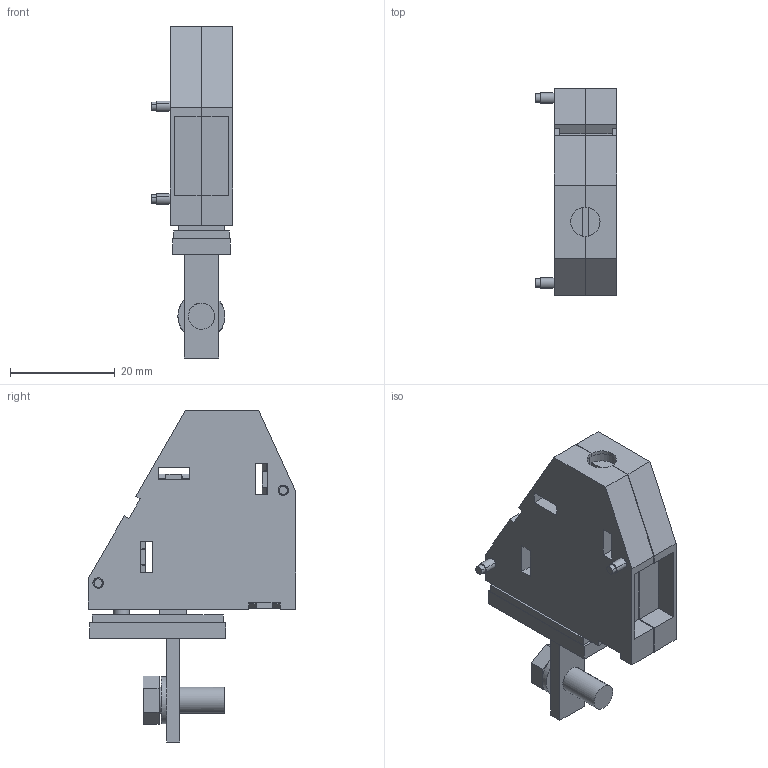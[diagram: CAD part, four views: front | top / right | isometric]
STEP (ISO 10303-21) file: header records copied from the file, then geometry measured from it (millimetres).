
FILE_DESCRIPTION(('CATIA V5 STEP Exchange','CAx-IF Rec.Pracs.--- Model Styling and Organization---1.2---2011-12-15'),'2;1');
FILE_NAME ('D1462164_0', '2017-07-21T10:47:23+00:00', ('none'), ('Weidmueller'), 'CATIA Version 5-6 Release 2014', 'CATIA V5 STEP AP214', 'none');
FILE_SCHEMA(('AUTOMOTIVE_DESIGN { 1 0 10303 214 1 1 1 1 }'));
Length unit declared in the file: millimetre
Products named in the file (1): 2440770000
Bounding box: 15.6 x 39.7 x 63.5 mm (x, y, z)
Volume: 14144.3 mm3; surface area: 9521 mm2
Topology: 5 solids, 5 shells, 351 faces, 927 edges, 618 vertices
Faces by surface type: plane 311, cylinder 40
Entity records: 10530 total; most frequent: CARTESIAN_POINT 1957, ORIENTED_EDGE 1854, DIRECTION 1383, EDGE_CURVE 927, VECTOR 843, LINE 843, VERTEX_POINT 618, EDGE_LOOP 397
